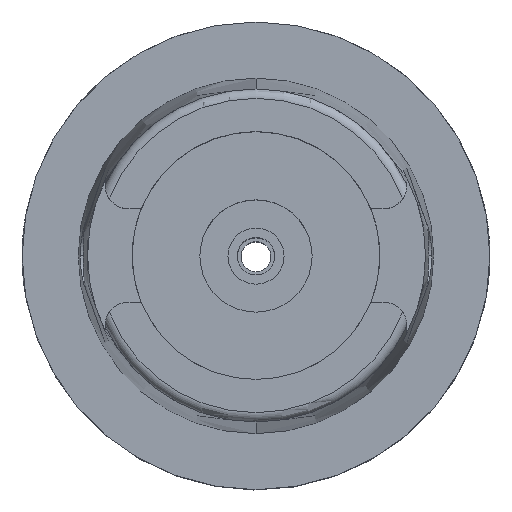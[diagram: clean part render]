
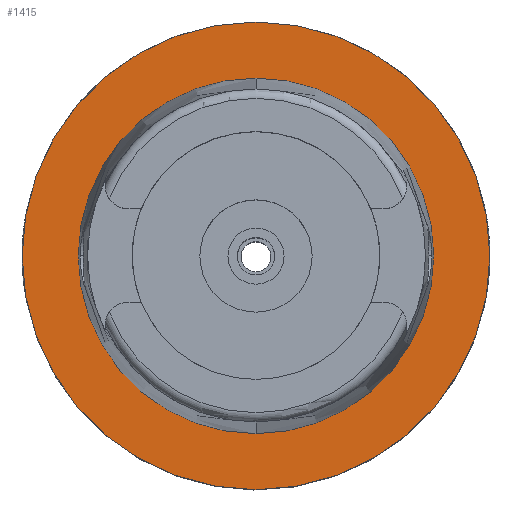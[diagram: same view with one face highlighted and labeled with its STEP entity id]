
A CAD part, top view. The second image highlights one B-rep face of the part: STEP entity #1415.
In plain terms, the highlighted planar face has unit normal (0, 0, 1).
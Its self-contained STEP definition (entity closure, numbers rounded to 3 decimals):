
#6 = VERTEX_POINT ( 'NONE', #4096 ) ;
#250 = FACE_OUTER_BOUND ( 'NONE', #4050, .T. ) ;
#279 = DIRECTION ( 'NONE',  ( 1., 0., 0. ) ) ;
#380 = DIRECTION ( 'NONE',  ( 0., 0., 1. ) ) ;
#452 = DIRECTION ( 'NONE',  ( 0., 0., -1. ) ) ;
#766 = VERTEX_POINT ( 'NONE', #5676 ) ;
#1145 = ORIENTED_EDGE ( 'NONE', *, *, #5423, .F. ) ;
#1193 = CARTESIAN_POINT ( 'NONE',  ( 0., -50., 0. ) ) ;
#1363 = VERTEX_POINT ( 'NONE', #1193 ) ;
#1415 = ADVANCED_FACE ( 'NONE', ( #250, #1690 ), #3115, .T. ) ;
#1458 = CARTESIAN_POINT ( 'NONE',  ( 0., 0., 0. ) ) ;
#1482 = DIRECTION ( 'NONE',  ( 0., 0., 1. ) ) ;
#1486 = DIRECTION ( 'NONE',  ( 0., 0., -1. ) ) ;
#1516 = DIRECTION ( 'NONE',  ( 0., 1., 0. ) ) ;
#1690 = FACE_BOUND ( 'NONE', #5320, .T. ) ;
#1748 = AXIS2_PLACEMENT_3D ( 'NONE', #1458, #1482, #5288 ) ;
#2141 = EDGE_CURVE ( 'NONE', #6, #4196, #5532, .T. ) ;
#2162 = CIRCLE ( 'NONE', #5035, 50. ) ;
#2304 = CARTESIAN_POINT ( 'NONE',  ( 0., 0., 0. ) ) ;
#3115 = PLANE ( 'NONE',  #3328 ) ;
#3191 = ORIENTED_EDGE ( 'NONE', *, *, #4011, .F. ) ;
#3328 = AXIS2_PLACEMENT_3D ( 'NONE', #3614, #5404, #279 ) ;
#3614 = CARTESIAN_POINT ( 'NONE',  ( 0., 0., 0. ) ) ;
#3628 = ORIENTED_EDGE ( 'NONE', *, *, #5721, .F. ) ;
#3638 = DIRECTION ( 'NONE',  ( 0., 1., 0. ) ) ;
#3711 = CARTESIAN_POINT ( 'NONE',  ( 0., 38., 0. ) ) ;
#3947 = ORIENTED_EDGE ( 'NONE', *, *, #2141, .F. ) ;
#3957 = CARTESIAN_POINT ( 'NONE',  ( 0., 0., 0. ) ) ;
#4011 = EDGE_CURVE ( 'NONE', #1363, #766, #2162, .T. ) ;
#4050 = EDGE_LOOP ( 'NONE', ( #1145, #3191 ) ) ;
#4096 = CARTESIAN_POINT ( 'NONE',  ( 0., -38., 0. ) ) ;
#4102 = AXIS2_PLACEMENT_3D ( 'NONE', #3957, #380, #3638 ) ;
#4196 = VERTEX_POINT ( 'NONE', #3711 ) ;
#4209 = DIRECTION ( 'NONE',  ( 0., -1., 0. ) ) ;
#4998 = CIRCLE ( 'NONE', #5500, 50. ) ;
#5035 = AXIS2_PLACEMENT_3D ( 'NONE', #2304, #452, #4209 ) ;
#5288 = DIRECTION ( 'NONE',  ( 0., -1., 0. ) ) ;
#5320 = EDGE_LOOP ( 'NONE', ( #3628, #3947 ) ) ;
#5404 = DIRECTION ( 'NONE',  ( 0., 0., 1. ) ) ;
#5423 = EDGE_CURVE ( 'NONE', #766, #1363, #4998, .T. ) ;
#5500 = AXIS2_PLACEMENT_3D ( 'NONE', #5767, #1486, #1516 ) ;
#5532 = CIRCLE ( 'NONE', #1748, 38. ) ;
#5676 = CARTESIAN_POINT ( 'NONE',  ( 0., 50., 0. ) ) ;
#5721 = EDGE_CURVE ( 'NONE', #4196, #6, #5796, .T. ) ;
#5767 = CARTESIAN_POINT ( 'NONE',  ( 0., 0., 0. ) ) ;
#5796 = CIRCLE ( 'NONE', #4102, 38. ) ;
